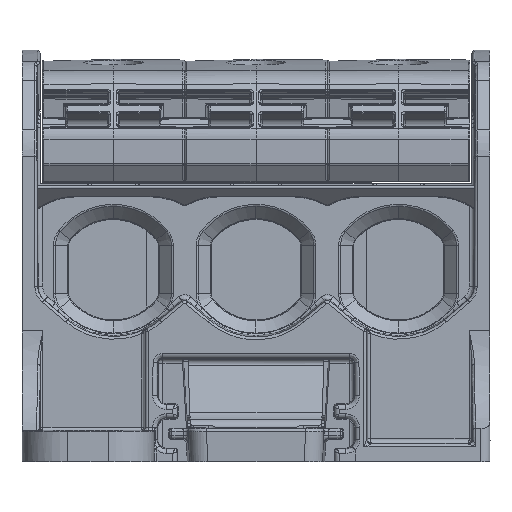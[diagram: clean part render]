
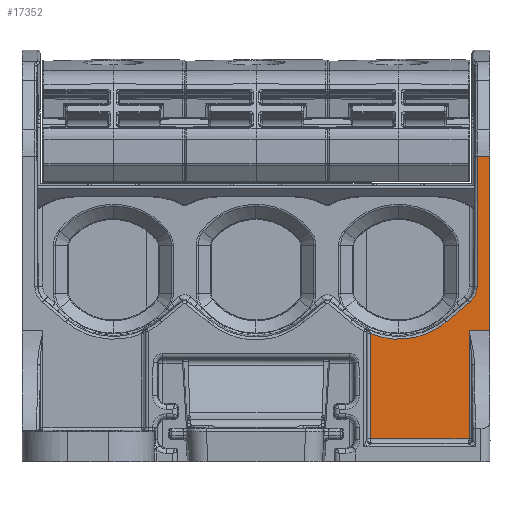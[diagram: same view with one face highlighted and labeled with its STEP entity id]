
A CAD part, front view. The second image highlights one B-rep face of the part: STEP entity #17352.
In plain terms, the highlighted planar face has unit normal (0, -1, 0).
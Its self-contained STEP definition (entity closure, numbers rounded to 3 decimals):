
#17259=AXIS2_PLACEMENT_3D('Plane Axis2P3D',#17256,#17257,#17258) ;
#11808=CARTESIAN_POINT('Vertex',(51.2,17.557,33.424)) ;
#11811=CARTESIAN_POINT('Line Origine',(51.2,17.557,23.862)) ;
#11815=CARTESIAN_POINT('Vertex',(51.2,17.557,14.3)) ;
#12786=CARTESIAN_POINT('Line Origine',(50.2,17.557,14.3)) ;
#12790=CARTESIAN_POINT('Vertex',(48.914,17.557,14.3)) ;
#17232=CARTESIAN_POINT('Vertex',(49.861,17.557,33.424)) ;
#17235=CARTESIAN_POINT('Line Origine',(48.2,17.557,33.424)) ;
#17239=CARTESIAN_POINT('Vertex',(50.2,17.557,33.424)) ;
#17242=CARTESIAN_POINT('Line Origine',(48.2,17.557,33.424)) ;
#17256=CARTESIAN_POINT('Axis2P3D Location',(48.2,17.557,5.)) ;
#17261=CARTESIAN_POINT('Line Origine',(49.824,17.557,26.305)) ;
#17265=CARTESIAN_POINT('Vertex',(49.787,17.557,19.186)) ;
#17269=CARTESIAN_POINT('Control Point',(48.965,17.557,17.436)) ;
#17270=CARTESIAN_POINT('Control Point',(49.136,17.557,17.579)) ;
#17271=CARTESIAN_POINT('Control Point',(49.29,17.557,17.743)) ;
#17272=CARTESIAN_POINT('Control Point',(49.422,17.557,17.925)) ;
#17273=CARTESIAN_POINT('Control Point',(49.618,17.557,18.276)) ;
#17274=CARTESIAN_POINT('Control Point',(49.734,17.557,18.66)) ;
#17275=CARTESIAN_POINT('Control Point',(49.768,17.557,18.834)) ;
#17276=CARTESIAN_POINT('Control Point',(49.786,17.557,19.01)) ;
#17277=CARTESIAN_POINT('Control Point',(49.787,17.557,19.186)) ;
#17278=CARTESIAN_POINT('Vertex',(48.965,17.557,17.436)) ;
#17281=CARTESIAN_POINT('Line Origine',(47.687,17.557,16.364)) ;
#17285=CARTESIAN_POINT('Vertex',(46.41,17.557,15.292)) ;
#17289=CARTESIAN_POINT('Control Point',(38.116,17.557,14.005)) ;
#17290=CARTESIAN_POINT('Control Point',(38.866,17.557,13.697)) ;
#17291=CARTESIAN_POINT('Control Point',(39.668,17.557,13.476)) ;
#17292=CARTESIAN_POINT('Control Point',(40.506,17.557,13.359)) ;
#17293=CARTESIAN_POINT('Control Point',(42.203,17.557,13.347)) ;
#17294=CARTESIAN_POINT('Control Point',(43.849,17.557,13.771)) ;
#17295=CARTESIAN_POINT('Control Point',(44.635,17.557,14.088)) ;
#17296=CARTESIAN_POINT('Control Point',(45.452,17.557,14.549)) ;
#17297=CARTESIAN_POINT('Control Point',(46.178,17.557,15.103)) ;
#17298=CARTESIAN_POINT('Control Point',(46.256,17.557,15.165)) ;
#17299=CARTESIAN_POINT('Control Point',(46.334,17.557,15.228)) ;
#17300=CARTESIAN_POINT('Control Point',(46.41,17.557,15.292)) ;
#17301=CARTESIAN_POINT('Vertex',(38.116,17.557,14.005)) ;
#17304=CARTESIAN_POINT('Line Origine',(38.116,17.557,8.249)) ;
#17308=CARTESIAN_POINT('Vertex',(38.116,17.557,2.493)) ;
#17311=CARTESIAN_POINT('Line Origine',(38.116,17.557,2.492)) ;
#17315=CARTESIAN_POINT('Vertex',(38.116,17.557,2.491)) ;
#17318=CARTESIAN_POINT('Line Origine',(43.515,17.557,2.491)) ;
#17322=CARTESIAN_POINT('Vertex',(48.914,17.557,2.491)) ;
#17325=CARTESIAN_POINT('Line Origine',(48.914,17.557,2.492)) ;
#17329=CARTESIAN_POINT('Vertex',(48.914,17.557,2.493)) ;
#17332=CARTESIAN_POINT('Line Origine',(48.914,17.557,8.397)) ;
#11812=DIRECTION('Vector Direction',(0.,0.,1.)) ;
#12787=DIRECTION('Vector Direction',(1.,0.,0.)) ;
#17236=DIRECTION('Vector Direction',(1.,0.,0.)) ;
#17243=DIRECTION('Vector Direction',(1.,0.,0.)) ;
#17257=DIRECTION('Axis2P3D Direction',(0.,1.,0.)) ;
#17258=DIRECTION('Axis2P3D XDirection',(0.,0.,-1.)) ;
#17262=DIRECTION('Vector Direction',(0.005,0.,1.)) ;
#17282=DIRECTION('Vector Direction',(0.766,0.,0.643)) ;
#17305=DIRECTION('Vector Direction',(0.,0.,1.)) ;
#17312=DIRECTION('Vector Direction',(0.,0.,1.)) ;
#17319=DIRECTION('Vector Direction',(-1.,0.,0.)) ;
#17326=DIRECTION('Vector Direction',(0.,0.,-1.)) ;
#17333=DIRECTION('Vector Direction',(0.,0.,-1.)) ;
#11813=VECTOR('Line Direction',#11812,1.) ;
#12788=VECTOR('Line Direction',#12787,1.) ;
#17237=VECTOR('Line Direction',#17236,1.) ;
#17244=VECTOR('Line Direction',#17243,1.) ;
#17263=VECTOR('Line Direction',#17262,1.) ;
#17283=VECTOR('Line Direction',#17282,1.) ;
#17306=VECTOR('Line Direction',#17305,1.) ;
#17313=VECTOR('Line Direction',#17312,1.) ;
#17320=VECTOR('Line Direction',#17319,1.) ;
#17327=VECTOR('Line Direction',#17326,1.) ;
#17334=VECTOR('Line Direction',#17333,1.) ;
#17338=ORIENTED_EDGE('',*,*,#17241,.F.) ;
#17339=ORIENTED_EDGE('',*,*,#17267,.F.) ;
#17340=ORIENTED_EDGE('',*,*,#17280,.F.) ;
#17341=ORIENTED_EDGE('',*,*,#17287,.F.) ;
#17342=ORIENTED_EDGE('',*,*,#17303,.F.) ;
#17343=ORIENTED_EDGE('',*,*,#17310,.F.) ;
#17344=ORIENTED_EDGE('',*,*,#17317,.F.) ;
#17345=ORIENTED_EDGE('',*,*,#17324,.F.) ;
#17346=ORIENTED_EDGE('',*,*,#17331,.F.) ;
#17347=ORIENTED_EDGE('',*,*,#17336,.F.) ;
#17348=ORIENTED_EDGE('',*,*,#12792,.T.) ;
#17349=ORIENTED_EDGE('',*,*,#11817,.F.) ;
#17350=ORIENTED_EDGE('',*,*,#17246,.T.) ;
#17352=ADVANCED_FACE('NONE',(#17351),#17260,.F.) ;
#17268=B_SPLINE_CURVE_WITH_KNOTS('',5,(#17269,#17270,#17271,#17272,#17273,#17274,#17275,#17276,#17277),.UNSPECIFIED.,.F.,.U.,(6,3,6),(0.,1.588,2.844),.UNSPECIFIED.) ;
#17288=B_SPLINE_CURVE_WITH_KNOTS('',5,(#17289,#17290,#17291,#17292,#17293,#17294,#17295,#17296,#17297,#17298,#17299,#17300),.UNSPECIFIED.,.F.,.U.,(6,3,3,6),(0.,6.044,12.071,12.811),.UNSPECIFIED.) ;
#11817=EDGE_CURVE('',#11809,#11816,#11814,.F.) ;
#12792=EDGE_CURVE('',#12791,#11816,#12789,.T.) ;
#17241=EDGE_CURVE('',#17233,#17240,#17238,.T.) ;
#17246=EDGE_CURVE('',#11809,#17240,#17245,.F.) ;
#17267=EDGE_CURVE('',#17266,#17233,#17264,.T.) ;
#17280=EDGE_CURVE('',#17279,#17266,#17268,.T.) ;
#17287=EDGE_CURVE('',#17286,#17279,#17284,.T.) ;
#17303=EDGE_CURVE('',#17302,#17286,#17288,.T.) ;
#17310=EDGE_CURVE('',#17309,#17302,#17307,.T.) ;
#17317=EDGE_CURVE('',#17316,#17309,#17314,.T.) ;
#17324=EDGE_CURVE('',#17323,#17316,#17321,.T.) ;
#17331=EDGE_CURVE('',#17330,#17323,#17328,.T.) ;
#17336=EDGE_CURVE('',#12791,#17330,#17335,.T.) ;
#17337=EDGE_LOOP('',(#17338,#17339,#17340,#17341,#17342,#17343,#17344,#17345,#17346,#17347,#17348,#17349,#17350)) ;
#17351=FACE_OUTER_BOUND('',#17337,.T.) ;
#11814=LINE('Line',#11811,#11813) ;
#12789=LINE('Line',#12786,#12788) ;
#17238=LINE('Line',#17235,#17237) ;
#17245=LINE('Line',#17242,#17244) ;
#17264=LINE('Line',#17261,#17263) ;
#17284=LINE('Line',#17281,#17283) ;
#17307=LINE('Line',#17304,#17306) ;
#17314=LINE('Line',#17311,#17313) ;
#17321=LINE('Line',#17318,#17320) ;
#17328=LINE('Line',#17325,#17327) ;
#17335=LINE('Line',#17332,#17334) ;
#17260=PLANE('',#17259) ;
#11809=VERTEX_POINT('',#11808) ;
#11816=VERTEX_POINT('',#11815) ;
#12791=VERTEX_POINT('',#12790) ;
#17233=VERTEX_POINT('',#17232) ;
#17240=VERTEX_POINT('',#17239) ;
#17266=VERTEX_POINT('',#17265) ;
#17279=VERTEX_POINT('',#17278) ;
#17286=VERTEX_POINT('',#17285) ;
#17302=VERTEX_POINT('',#17301) ;
#17309=VERTEX_POINT('',#17308) ;
#17316=VERTEX_POINT('',#17315) ;
#17323=VERTEX_POINT('',#17322) ;
#17330=VERTEX_POINT('',#17329) ;
